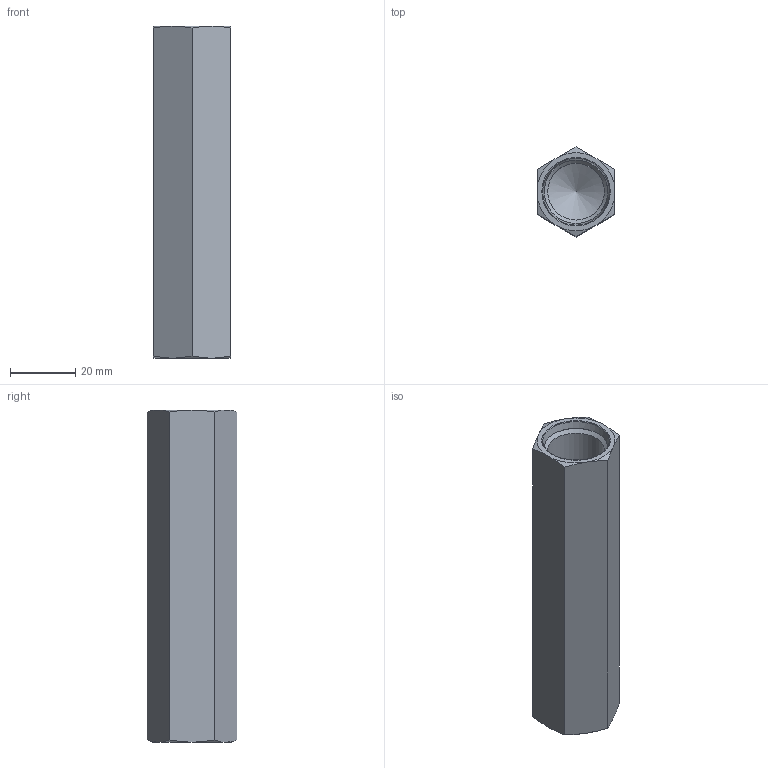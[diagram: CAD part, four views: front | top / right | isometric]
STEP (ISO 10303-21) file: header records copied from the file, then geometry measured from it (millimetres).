
FILE_DESCRIPTION((''),'2;1');
FILE_NAME('40300-208.stp','2015-01-08T12:58:16',('jml'),(''),'Autodesk Inventor 2010','Autodesk Inventor 2010','');
FILE_SCHEMA(('AUTOMOTIVE_DESIGN { 1 0 10303 214 1 1 1 1 }'));
Length unit declared in the file: inch
Products named in the file (1): 40300-208
Bounding box: 23.8 x 27.48 x 101.6 mm (x, y, z)
Volume: 33436.3 mm3; surface area: 12826.4 mm2
Topology: 1 solids, 1 shells, 130 faces, 335 edges, 222 vertices
Faces by surface type: plane 93, cone 18, cylinder 17, torus 2
Full cylindrical faces by diameter (mm): 1.566 x1, 17.323 x2
Entity records: 3942 total; most frequent: CARTESIAN_POINT 717, ORIENTED_EDGE 640, DIRECTION 612, EDGE_CURVE 320, VECTOR 242, LINE 242, VERTEX_POINT 218, AXIS2_PLACEMENT_3D 185
